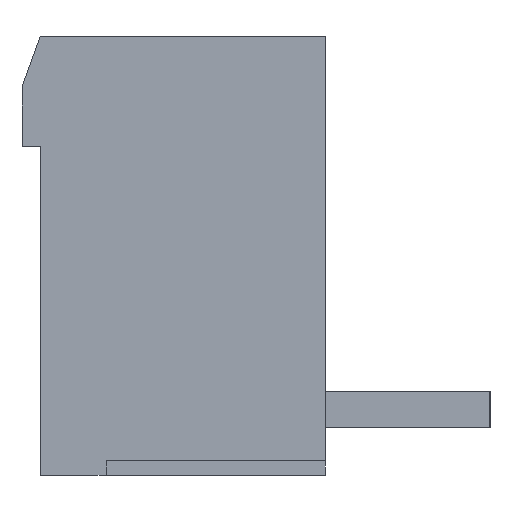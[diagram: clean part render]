
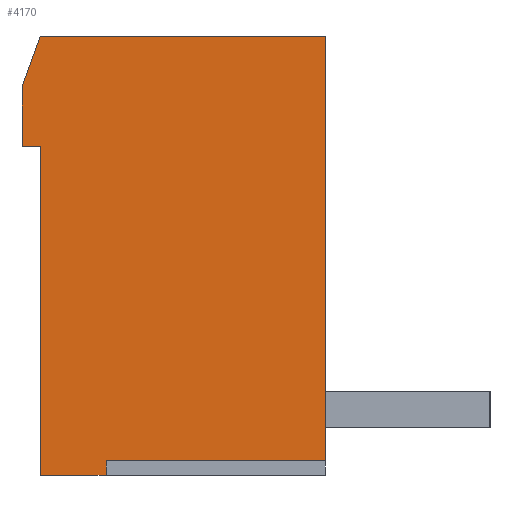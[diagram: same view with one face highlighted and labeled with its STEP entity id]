
A CAD part, left-side view. The second image highlights one B-rep face of the part: STEP entity #4170.
In plain terms, the highlighted planar face has unit normal (-1, 0, 0).
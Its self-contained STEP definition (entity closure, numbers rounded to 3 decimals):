
#134=DIRECTION('',(0.,1.,0.));
#135=VECTOR('',#134,1.8);
#136=CARTESIAN_POINT('',(-30.8,2.1,-12.));
#137=LINE('',#136,#135);
#138=DIRECTION('',(0.,0.,1.));
#139=VECTOR('',#138,9.);
#140=CARTESIAN_POINT('',(-30.8,3.9,-12.));
#141=LINE('',#140,#139);
#142=DIRECTION('',(0.,1.,0.));
#143=VECTOR('',#142,0.5);
#144=CARTESIAN_POINT('',(-30.8,3.9,-3.));
#145=LINE('',#144,#143);
#146=DIRECTION('',(0.,0.,1.));
#147=VECTOR('',#146,1.626);
#148=CARTESIAN_POINT('',(-30.8,4.4,-3.));
#149=LINE('',#148,#147);
#150=DIRECTION('',(0.,-0.342,0.94));
#151=VECTOR('',#150,1.462);
#152=CARTESIAN_POINT('',(-30.8,4.4,-1.374));
#153=LINE('',#152,#151);
#154=DIRECTION('',(0.,-1.,0.));
#155=VECTOR('',#154,7.8);
#156=CARTESIAN_POINT('',(-30.8,3.9,0.));
#157=LINE('',#156,#155);
#158=DIRECTION('',(0.,0.,-1.));
#159=VECTOR('',#158,11.6);
#160=CARTESIAN_POINT('',(-30.8,-3.9,0.));
#161=LINE('',#160,#159);
#162=DIRECTION('',(0.,1.,0.));
#163=VECTOR('',#162,6.);
#164=CARTESIAN_POINT('',(-30.8,-3.9,-11.6));
#165=LINE('',#164,#163);
#166=DIRECTION('',(0.,0.,1.));
#167=VECTOR('',#166,0.4);
#168=CARTESIAN_POINT('',(-30.8,2.1,-12.));
#169=LINE('',#168,#167);
#3230=CARTESIAN_POINT('',(-30.8,3.9,-3.));
#3231=CARTESIAN_POINT('',(-30.8,4.4,-3.));
#3232=VERTEX_POINT('',#3230);
#3233=VERTEX_POINT('',#3231);
#3234=CARTESIAN_POINT('',(-30.8,3.9,0.));
#3235=CARTESIAN_POINT('',(-30.8,-3.9,0.));
#3236=VERTEX_POINT('',#3234);
#3237=VERTEX_POINT('',#3235);
#3284=CARTESIAN_POINT('',(-30.8,2.1,-12.));
#3285=CARTESIAN_POINT('',(-30.8,3.9,-12.));
#3286=VERTEX_POINT('',#3284);
#3287=VERTEX_POINT('',#3285);
#3288=CARTESIAN_POINT('',(-30.8,4.4,-1.374));
#3289=VERTEX_POINT('',#3288);
#3304=CARTESIAN_POINT('',(-30.8,-3.9,-11.6));
#3305=CARTESIAN_POINT('',(-30.8,2.1,-11.6));
#3306=VERTEX_POINT('',#3304);
#3307=VERTEX_POINT('',#3305);
#4145=CARTESIAN_POINT('',(-30.8,0.,0.));
#4146=DIRECTION('',(1.,0.,0.));
#4147=DIRECTION('',(0.,0.,-1.));
#4148=AXIS2_PLACEMENT_3D('',#4145,#4146,#4147);
#4149=PLANE('',#4148);
#4151=ORIENTED_EDGE('',*,*,#4150,.T.);
#4153=ORIENTED_EDGE('',*,*,#4152,.T.);
#4155=ORIENTED_EDGE('',*,*,#4154,.T.);
#4157=ORIENTED_EDGE('',*,*,#4156,.T.);
#4159=ORIENTED_EDGE('',*,*,#4158,.T.);
#4161=ORIENTED_EDGE('',*,*,#4160,.T.);
#4163=ORIENTED_EDGE('',*,*,#4162,.T.);
#4165=ORIENTED_EDGE('',*,*,#4164,.T.);
#4167=ORIENTED_EDGE('',*,*,#4166,.F.);
#4168=EDGE_LOOP('',(#4151,#4153,#4155,#4157,#4159,#4161,#4163,#4165,#4167));
#4169=FACE_OUTER_BOUND('',#4168,.F.);
#4150=EDGE_CURVE('',#3286,#3287,#137,.T.);
#4152=EDGE_CURVE('',#3287,#3232,#141,.T.);
#4154=EDGE_CURVE('',#3232,#3233,#145,.T.);
#4156=EDGE_CURVE('',#3233,#3289,#149,.T.);
#4158=EDGE_CURVE('',#3289,#3236,#153,.T.);
#4160=EDGE_CURVE('',#3236,#3237,#157,.T.);
#4162=EDGE_CURVE('',#3237,#3306,#161,.T.);
#4164=EDGE_CURVE('',#3306,#3307,#165,.T.);
#4166=EDGE_CURVE('',#3286,#3307,#169,.T.);
#4170=ADVANCED_FACE('',(#4169),#4149,.F.);
